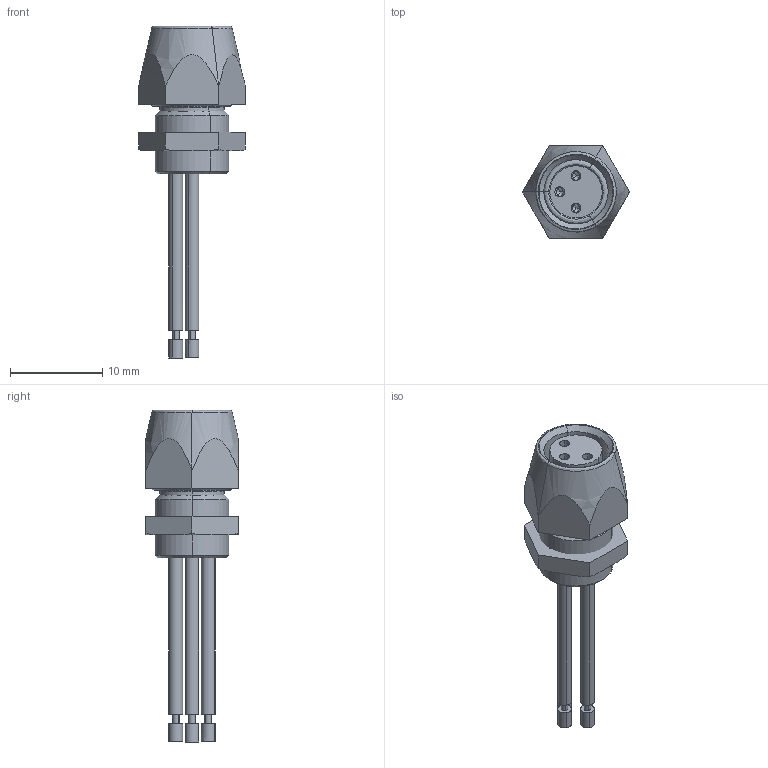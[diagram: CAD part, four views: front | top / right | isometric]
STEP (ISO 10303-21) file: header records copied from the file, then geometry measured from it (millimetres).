
FILE_DESCRIPTION(('CATIA V5 STEP Exchange','CAx-IF Rec.Pracs.--- Model Styling and Organization---1.4--- 2014-01-23'),'2;1');
FILE_NAME ('214894-3_0', '2020-07-17T08:06:47+00:00', ('none'), ('Weidmueller'), 'CATIA Version 5-6 Release 2016 SP3 HF44', 'CATIA V5 STEP AP214', 'none');
FILE_SCHEMA(('AUTOMOTIVE_DESIGN { 1 0 10303 214 1 1 1 1 }'));
Length unit declared in the file: millimetre
Products named in the file (1): 2020870000
Bounding box: 11.55 x 10 x 35.9 mm (x, y, z)
Volume: 928.8 mm3; surface area: 2222.3 mm2
Topology: 11 solids, 11 shells, 441 faces, 1149 edges, 740 vertices
Faces by surface type: bspline 351, plane 90
Entity records: 15246 total; most frequent: CARTESIAN_POINT 8637, ORIENTED_EDGE 2262, EDGE_CURVE 1131, VERTEX_POINT 740, EDGE_LOOP 489, ADVANCED_FACE 441, FACE_OUTER_BOUND 441, B_SPLINE_CURVE_WITH_KNOTS 416
